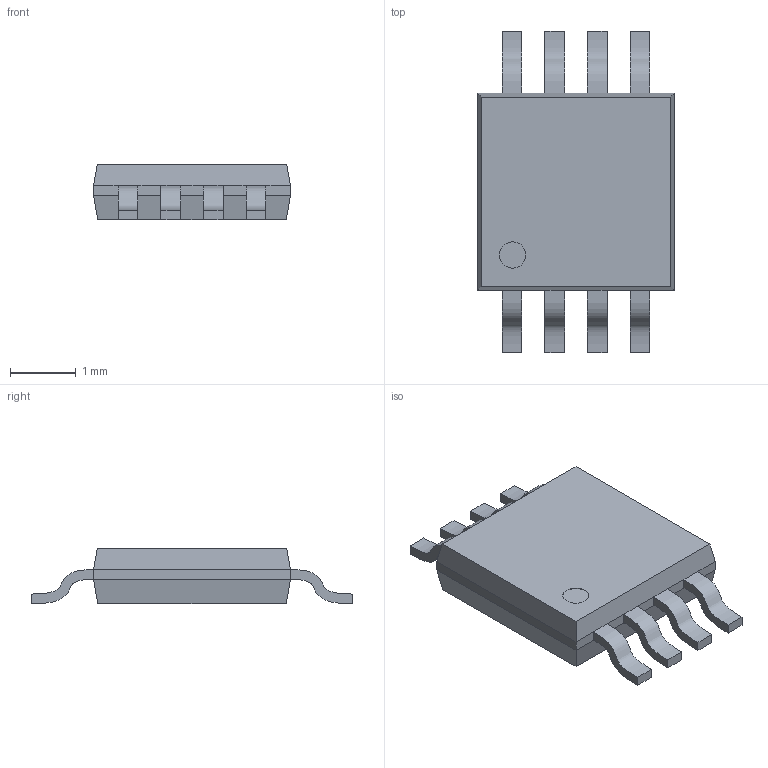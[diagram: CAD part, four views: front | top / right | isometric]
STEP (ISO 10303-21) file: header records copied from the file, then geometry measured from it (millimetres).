
FILE_DESCRIPTION (( 'STEP AP214' ), '1' );
FILE_NAME ('MSOP8.STEP', '2023-07-14T12:38:56', ( 'user' ), ( '' ), 'SwSTEP 2.0', 'SolidWorks 2012', '' );
FILE_SCHEMA (( 'AUTOMOTIVE_DESIGN' ));
Length unit declared in the file: millimetre
Products named in the file (1): MSOP8
Bounding box: 3 x 4.9 x 0.85 mm (x, y, z)
Volume: 7.8 mm3; surface area: 34.6 mm2
Topology: 1 solids, 1 shells, 57 faces, 138 edges, 84 vertices
Faces by surface type: plane 39, bspline 16, cylinder 2
Entity records: 3321 total; most frequent: CARTESIAN_POINT 1448, ORIENTED_EDGE 276, DIRECTION 194, EDGE_CURVE 138, LINE 102, VECTOR 102, VERTEX_POINT 84, UNCERTAINTY_MEASURE_WITH_UNIT 60
